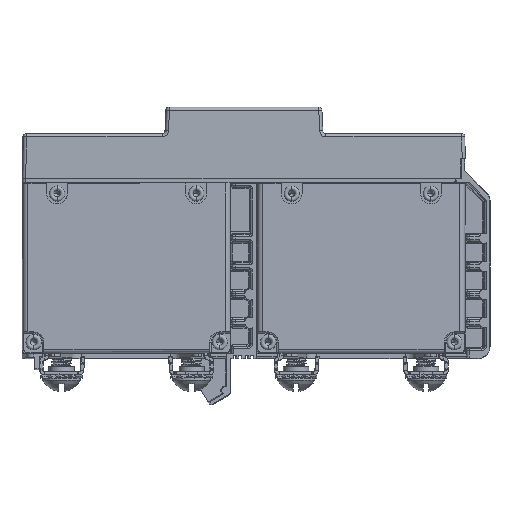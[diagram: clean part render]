
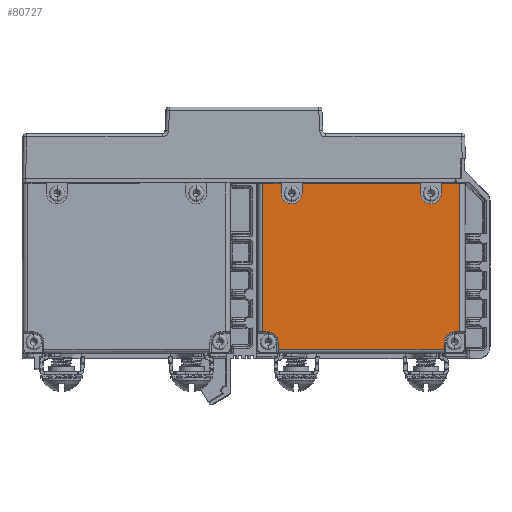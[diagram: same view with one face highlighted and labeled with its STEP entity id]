
A CAD part, top view. The second image highlights one B-rep face of the part: STEP entity #80727.
In plain terms, the highlighted planar face has unit normal (0.006, 0, 1).
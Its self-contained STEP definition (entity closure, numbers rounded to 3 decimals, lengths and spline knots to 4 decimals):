
#3446=DIRECTION('',(1.,0.,-0.006));
#3447=VECTOR('',#3446,1.59);
#3448=CARTESIAN_POINT('',(3.0667,0.7449,
-0.0688));
#3449=LINE('',#3448,#3447);
#3464=DIRECTION('',(-1.,0.,0.006));
#3465=VECTOR('',#3464,0.1794);
#3466=CARTESIAN_POINT('',(3.0937,2.3415,
-0.069));
#3467=LINE('',#3466,#3465);
#3468=DIRECTION('',(0.,-1.,0.));
#3469=VECTOR('',#3468,0.0985);
#3470=CARTESIAN_POINT('',(3.0937,2.3415,
-0.069));
#3471=LINE('',#3470,#3469);
#3472=CARTESIAN_POINT('',(3.1937,2.243,
-0.0697));
#3473=DIRECTION('',(0.006,0.,1.));
#3474=DIRECTION('',(-1.,0.,0.006));
#3475=AXIS2_PLACEMENT_3D('',#3472,#3473,#3474);
#3477=DIRECTION('',(0.,-1.,0.));
#3478=VECTOR('',#3477,0.0985);
#3479=CARTESIAN_POINT('',(3.2937,2.3415,
-0.0703));
#3480=LINE('',#3479,#3478);
#3481=DIRECTION('',(-1.,0.,0.006));
#3482=VECTOR('',#3481,1.136);
#3483=CARTESIAN_POINT('',(4.4297,2.3415,
-0.0777));
#3484=LINE('',#3483,#3482);
#3485=DIRECTION('',(0.,-1.,0.));
#3486=VECTOR('',#3485,0.0985);
#3487=CARTESIAN_POINT('',(4.4297,2.3415,
-0.0777));
#3488=LINE('',#3487,#3486);
#3489=CARTESIAN_POINT('',(4.5297,2.243,
-0.0783));
#3490=DIRECTION('',(0.006,0.,1.));
#3491=DIRECTION('',(-1.,0.,0.006));
#3492=AXIS2_PLACEMENT_3D('',#3489,#3490,#3491);
#3494=DIRECTION('',(0.,-1.,0.));
#3495=VECTOR('',#3494,0.0985);
#3496=CARTESIAN_POINT('',(4.6297,2.3415,
-0.079));
#3497=LINE('',#3496,#3495);
#3498=DIRECTION('',(-1.,0.,0.006));
#3499=VECTOR('',#3498,0.1794);
#3500=CARTESIAN_POINT('',(4.809,2.3415,
-0.0801));
#3501=LINE('',#3500,#3499);
#3502=DIRECTION('',(1.,0.,-0.006));
#3503=VECTOR('',#3502,0.0544);
#3504=CARTESIAN_POINT('',(4.7547,0.913,
-0.0798));
#3505=LINE('',#3504,#3503);
#3506=CARTESIAN_POINT('',(4.7547,0.815,
-0.0798));
#3507=DIRECTION('',(0.006,0.,1.));
#3508=DIRECTION('',(0.,1.,0.));
#3509=AXIS2_PLACEMENT_3D('',#3506,#3507,#3508);
#3511=DIRECTION('',(0.,1.,0.));
#3512=VECTOR('',#3511,0.0701);
#3513=CARTESIAN_POINT('',(4.6567,0.7449,
-0.0792));
#3514=LINE('',#3513,#3512);
#3515=DIRECTION('',(0.,1.,0.));
#3516=VECTOR('',#3515,0.0701);
#3517=CARTESIAN_POINT('',(3.0667,0.7449,
-0.0688));
#3518=LINE('',#3517,#3516);
#3519=CARTESIAN_POINT('',(2.9687,0.815,
-0.0682));
#3520=DIRECTION('',(0.006,0.,1.));
#3521=DIRECTION('',(1.,0.,-0.006));
#3522=AXIS2_PLACEMENT_3D('',#3519,#3520,#3521);
#3524=DIRECTION('',(-1.,0.,0.006));
#3525=VECTOR('',#3524,0.0544);
#3526=CARTESIAN_POINT('',(2.9687,0.913,
-0.0682));
#3527=LINE('',#3526,#3525);
#3545=DIRECTION('',(0.,-1.,0.));
#3546=VECTOR('',#3545,1.4285);
#3547=CARTESIAN_POINT('',(2.9144,2.3415,
-0.0679));
#3548=LINE('',#3547,#3546);
#51709=DIRECTION('',(0.,1.,0.));
#51710=VECTOR('',#51709,1.4285);
#51711=CARTESIAN_POINT('',(4.809,0.913,
-0.0801));
#51712=LINE('',#51711,#51710);
#67686=CARTESIAN_POINT('',(4.4297,2.243,
-0.0777));
#67687=CARTESIAN_POINT('',(4.6297,2.243,
-0.079));
#67688=VERTEX_POINT('',#67686);
#67689=VERTEX_POINT('',#67687);
#67690=CARTESIAN_POINT('',(3.0937,2.243,
-0.069));
#67691=CARTESIAN_POINT('',(3.2937,2.243,
-0.0703));
#67692=VERTEX_POINT('',#67690);
#67693=VERTEX_POINT('',#67691);
#67694=CARTESIAN_POINT('',(4.7547,0.913,
-0.0798));
#67695=CARTESIAN_POINT('',(4.6567,0.815,
-0.0792));
#67696=VERTEX_POINT('',#67694);
#67697=VERTEX_POINT('',#67695);
#67698=CARTESIAN_POINT('',(3.0667,0.815,
-0.0688));
#67699=CARTESIAN_POINT('',(2.9687,0.913,
-0.0682));
#67700=VERTEX_POINT('',#67698);
#67701=VERTEX_POINT('',#67699);
#67756=CARTESIAN_POINT('',(4.6297,2.3415,
-0.079));
#67757=VERTEX_POINT('',#67756);
#67758=CARTESIAN_POINT('',(4.4297,2.3415,
-0.0777));
#67759=VERTEX_POINT('',#67758);
#67760=CARTESIAN_POINT('',(3.2937,2.3415,
-0.0703));
#67761=VERTEX_POINT('',#67760);
#67762=CARTESIAN_POINT('',(3.0937,2.3415,
-0.069));
#67763=VERTEX_POINT('',#67762);
#67794=CARTESIAN_POINT('',(2.9144,2.3415,
-0.0679));
#67795=CARTESIAN_POINT('',(2.9144,0.913,
-0.0679));
#67796=VERTEX_POINT('',#67794);
#67797=VERTEX_POINT('',#67795);
#67799=CARTESIAN_POINT('',(3.0667,0.7449,
-0.0688));
#67800=CARTESIAN_POINT('',(4.6567,0.7449,
-0.0792));
#67801=VERTEX_POINT('',#67799);
#67802=VERTEX_POINT('',#67800);
#67807=CARTESIAN_POINT('',(4.809,0.913,
-0.0801));
#67808=CARTESIAN_POINT('',(4.809,2.3415,
-0.0801));
#67809=VERTEX_POINT('',#67807);
#67810=VERTEX_POINT('',#67808);
#80686=CARTESIAN_POINT('',(4.0817,2.193,
-0.0754));
#80687=DIRECTION('',(-0.006,0.,-1.));
#80688=DIRECTION('',(-1.,0.,0.006));
#80689=AXIS2_PLACEMENT_3D('',#80686,#80687,#80688);
#80690=PLANE('',#80689);
#80692=ORIENTED_EDGE('',*,*,#80691,.F.);
#80694=ORIENTED_EDGE('',*,*,#80693,.F.);
#80696=ORIENTED_EDGE('',*,*,#80695,.T.);
#80698=ORIENTED_EDGE('',*,*,#80697,.T.);
#80700=ORIENTED_EDGE('',*,*,#80699,.F.);
#80702=ORIENTED_EDGE('',*,*,#80701,.F.);
#80704=ORIENTED_EDGE('',*,*,#80703,.T.);
#80706=ORIENTED_EDGE('',*,*,#80705,.T.);
#80708=ORIENTED_EDGE('',*,*,#80707,.F.);
#80710=ORIENTED_EDGE('',*,*,#80709,.F.);
#80712=ORIENTED_EDGE('',*,*,#80711,.F.);
#80714=ORIENTED_EDGE('',*,*,#80713,.F.);
#80716=ORIENTED_EDGE('',*,*,#80715,.T.);
#80717=ORIENTED_EDGE('',*,*,#80665,.F.);
#80718=ORIENTED_EDGE('',*,*,#80677,.F.);
#80720=ORIENTED_EDGE('',*,*,#80719,.T.);
#80722=ORIENTED_EDGE('',*,*,#80721,.T.);
#80724=ORIENTED_EDGE('',*,*,#80723,.T.);
#80725=EDGE_LOOP('',(#80692,#80694,#80696,#80698,#80700,#80702,#80704,#80706,
#80708,#80710,#80712,#80714,#80716,#80717,#80718,#80720,#80722,#80724));
#80726=FACE_OUTER_BOUND('',#80725,.F.);
#3476=CIRCLE('',#3475,0.1);
#3493=CIRCLE('',#3492,0.1);
#3510=CIRCLE('',#3509,0.098);
#3523=CIRCLE('',#3522,0.098);
#80665=EDGE_CURVE('',#67802,#67697,#3514,.T.);
#80677=EDGE_CURVE('',#67801,#67802,#3449,.T.);
#80691=EDGE_CURVE('',#67796,#67797,#3548,.T.);
#80693=EDGE_CURVE('',#67763,#67796,#3467,.T.);
#80695=EDGE_CURVE('',#67763,#67692,#3471,.T.);
#80697=EDGE_CURVE('',#67692,#67693,#3476,.T.);
#80699=EDGE_CURVE('',#67761,#67693,#3480,.T.);
#80701=EDGE_CURVE('',#67759,#67761,#3484,.T.);
#80703=EDGE_CURVE('',#67759,#67688,#3488,.T.);
#80705=EDGE_CURVE('',#67688,#67689,#3493,.T.);
#80707=EDGE_CURVE('',#67757,#67689,#3497,.T.);
#80709=EDGE_CURVE('',#67810,#67757,#3501,.T.);
#80711=EDGE_CURVE('',#67809,#67810,#51712,.T.);
#80713=EDGE_CURVE('',#67696,#67809,#3505,.T.);
#80715=EDGE_CURVE('',#67696,#67697,#3510,.T.);
#80719=EDGE_CURVE('',#67801,#67700,#3518,.T.);
#80721=EDGE_CURVE('',#67700,#67701,#3523,.T.);
#80723=EDGE_CURVE('',#67701,#67797,#3527,.T.);
#80727=ADVANCED_FACE('',(#80726),#80690,.F.);
